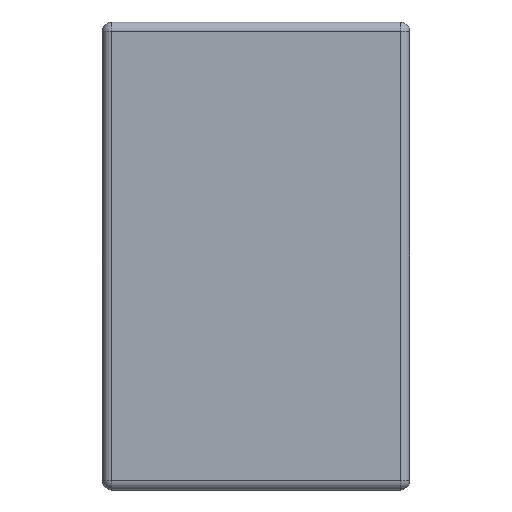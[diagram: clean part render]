
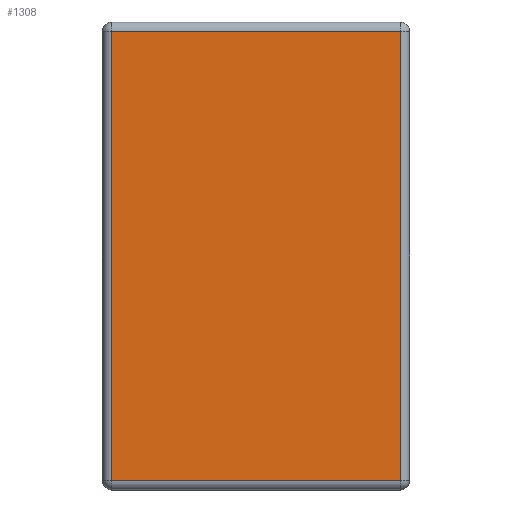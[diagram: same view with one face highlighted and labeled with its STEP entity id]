
A CAD part, left-side view. The second image highlights one B-rep face of the part: STEP entity #1308.
In plain terms, the highlighted planar face has unit normal (-1, 0, 0).
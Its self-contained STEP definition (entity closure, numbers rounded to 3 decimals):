
#31 = VERTEX_POINT ( 'NONE', #4522 ) ;
#36 = CARTESIAN_POINT ( 'NONE',  ( 0., 0.073, 0. ) ) ;
#64 = DIRECTION ( 'NONE',  ( 0., 0., 1. ) ) ;
#68 = ORIENTED_EDGE ( 'NONE', *, *, #2469, .T. ) ;
#71 = VECTOR ( 'NONE', #3701, 1000. ) ;
#89 = PLANE ( 'NONE',  #2819 ) ;
#177 = CARTESIAN_POINT ( 'NONE',  ( 0., 2.227, -0.073 ) ) ;
#234 = ORIENTED_EDGE ( 'NONE', *, *, #548, .T. ) ;
#292 = LINE ( 'NONE', #1861, #3153 ) ;
#535 = VERTEX_POINT ( 'NONE', #3572 ) ;
#548 = EDGE_CURVE ( 'NONE', #31, #3773, #4008, .T. ) ;
#589 = VECTOR ( 'NONE', #3039, 1000. ) ;
#785 = CARTESIAN_POINT ( 'NONE',  ( 0., 0., 0. ) ) ;
#965 = FACE_OUTER_BOUND ( 'NONE', #3501, .T. ) ;
#1308 = ADVANCED_FACE ( 'NONE', ( #965 ), #89, .T. ) ;
#1373 = EDGE_CURVE ( 'NONE', #3773, #1415, #2497, .T. ) ;
#1415 = VERTEX_POINT ( 'NONE', #177 ) ;
#1861 = CARTESIAN_POINT ( 'NONE',  ( 0., 2.227, -3.5 ) ) ;
#1929 = DIRECTION ( 'NONE',  ( 0., 0., -1. ) ) ;
#2309 = CARTESIAN_POINT ( 'NONE',  ( 0., 0., -3.427 ) ) ;
#2394 = CARTESIAN_POINT ( 'NONE',  ( 0., 0.073, -0.073 ) ) ;
#2415 = ORIENTED_EDGE ( 'NONE', *, *, #3571, .T. ) ;
#2469 = EDGE_CURVE ( 'NONE', #535, #31, #2511, .T. ) ;
#2497 = LINE ( 'NONE', #3340, #71 ) ;
#2511 = LINE ( 'NONE', #2309, #589 ) ;
#2819 = AXIS2_PLACEMENT_3D ( 'NONE', #785, #4328, #3224 ) ;
#3039 = DIRECTION ( 'NONE',  ( 0., -1., 0. ) ) ;
#3153 = VECTOR ( 'NONE', #1929, 1000. ) ;
#3224 = DIRECTION ( 'NONE',  ( 0., 0., 1. ) ) ;
#3340 = CARTESIAN_POINT ( 'NONE',  ( 0., 2.3, -0.073 ) ) ;
#3501 = EDGE_LOOP ( 'NONE', ( #68, #234, #3647, #2415 ) ) ;
#3571 = EDGE_CURVE ( 'NONE', #1415, #535, #292, .T. ) ;
#3572 = CARTESIAN_POINT ( 'NONE',  ( 0., 2.227, -3.427 ) ) ;
#3647 = ORIENTED_EDGE ( 'NONE', *, *, #1373, .T. ) ;
#3701 = DIRECTION ( 'NONE',  ( 0., 1., 0. ) ) ;
#3773 = VERTEX_POINT ( 'NONE', #2394 ) ;
#4008 = LINE ( 'NONE', #36, #4394 ) ;
#4328 = DIRECTION ( 'NONE',  ( -1., 0., 0. ) ) ;
#4394 = VECTOR ( 'NONE', #64, 1000. ) ;
#4522 = CARTESIAN_POINT ( 'NONE',  ( 0., 0.073, -3.427 ) ) ;
